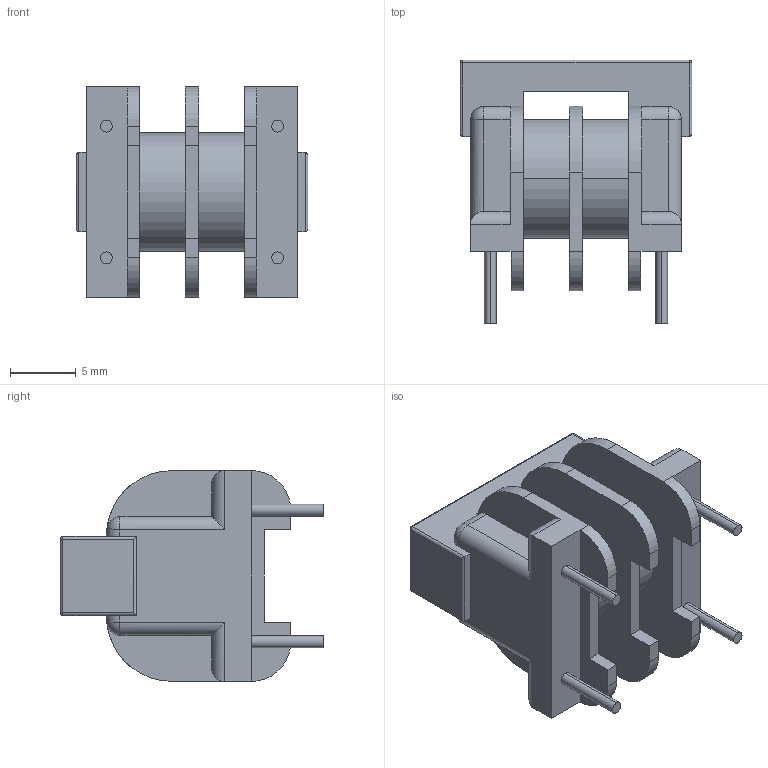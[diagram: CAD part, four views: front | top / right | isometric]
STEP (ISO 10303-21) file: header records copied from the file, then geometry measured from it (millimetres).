
FILE_DESCRIPTION (( 'STEP AP214' ), '1' );
FILE_NAME ('72701503-4D7B-4EA2-B5BA-643F8307C5FC.STEP', '2022-12-06T13:34:37', ( '' ), ( '' ), 'SwSTEP 2.0', 'SolidWorks 2022', '' );
FILE_SCHEMA (( 'AUTOMOTIVE_DESIGN' ));
Length unit declared in the file: millimetre
Products named in the file (1): 72701503-4D7B-4EA2-B5BA-643F8307C5FC
Bounding box: 17.6 x 20 x 16 mm (x, y, z)
Volume: 2147.4 mm3; surface area: 2073.3 mm2
Topology: 2 solids, 2 shells, 116 faces, 288 edges, 176 vertices
Faces by surface type: plane 56, cylinder 48, sphere 8, torus 4
Entity records: 3632 total; most frequent: CARTESIAN_POINT 613, DIRECTION 594, ORIENTED_EDGE 568, EDGE_CURVE 284, AXIS2_PLACEMENT_3D 205, LINE 184, VECTOR 184, VERTEX_POINT 176
